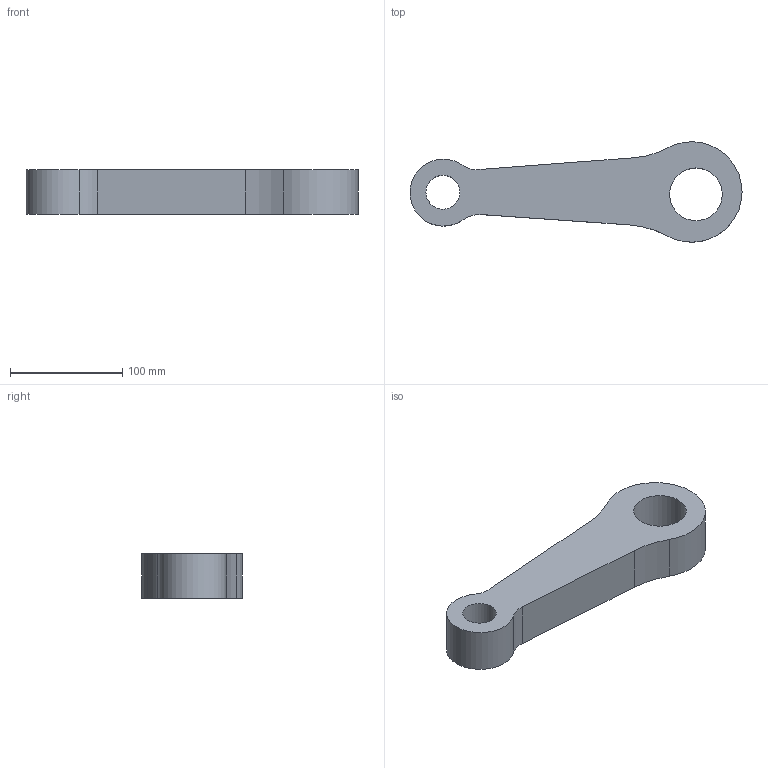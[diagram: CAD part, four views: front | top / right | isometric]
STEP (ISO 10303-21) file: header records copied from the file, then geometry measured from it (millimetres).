
FILE_DESCRIPTION(('a Product shape'),'1');
FILE_NAME('Euclid Shape Model','1998-12-23T10:04:46',('Author Name'),( 'MATRA-DATAVISION'),'OL-2.0D','EUCLID','Authorisation status');
FILE_SCHEMA(('AUTOMOTIVE_DESIGN_CC2 { 1 2 10303 214 -1 1 5 4 }'));
Length unit declared in the file: millimetre
Products named in the file (1): the product name
Bounding box: 295.24 x 89.35 x 40 mm (x, y, z)
Volume: 576169.4 mm3; surface area: 65892 mm2
Topology: 1 solids, 1 shells, 12 faces, 30 edges, 20 vertices
Faces by surface type: cylinder 8, plane 4
Full cylindrical faces by diameter (mm): 30.115 x1, 46.808 x1
Entity records: 790 total; most frequent: CARTESIAN_POINT 250, DIRECTION 82, ORIENTED_EDGE 60, PCURVE 60, DEFINITIONAL_REPRESENTATION 60, B_SPLINE_CURVE_WITH_KNOTS 32, EDGE_CURVE 30, SURFACE_CURVE 28
